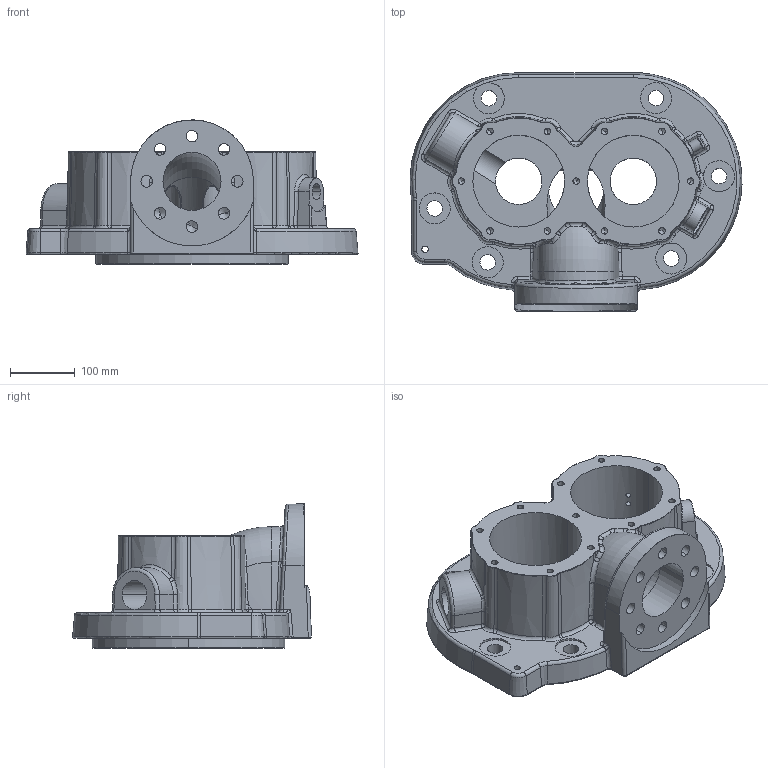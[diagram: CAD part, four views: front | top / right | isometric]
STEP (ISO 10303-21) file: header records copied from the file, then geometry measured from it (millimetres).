
FILE_DESCRIPTION(('CATIA V5 STEP Exchange'),'2;1');
FILE_NAME('ap_casting_AFTER_machining.stp','2014-03-27T17:06:22+00:00',('none'),('none'),'CATIA Version 5 Release 21 GA (IN-10)','CATIA V5 STEP AP203','none');
FILE_SCHEMA(('CONFIG_CONTROL_DESIGN'));
Length unit declared in the file: millimetre
Products named in the file (1): CASTING_EXAMPLE_MACHINED-01
Bounding box: 513.81 x 369.64 x 222.98 mm (x, y, z)
Volume: 10510329 mm3; surface area: 758233.1 mm2
Topology: 1 solids, 1 shells, 457 faces, 1157 edges, 668 vertices
Faces by surface type: cylinder 142, bspline 136, torus 70, cone 57, plane 38, sphere 14
Entity records: 22802 total; most frequent: CARTESIAN_POINT 13852, ORIENTED_EDGE 2222, EDGE_CURVE 1111, DIRECTION 1095, VERTEX_POINT 666, AXIS2_PLACEMENT_3D 625, B_SPLINE_CURVE_WITH_KNOTS 510, EDGE_LOOP 505
